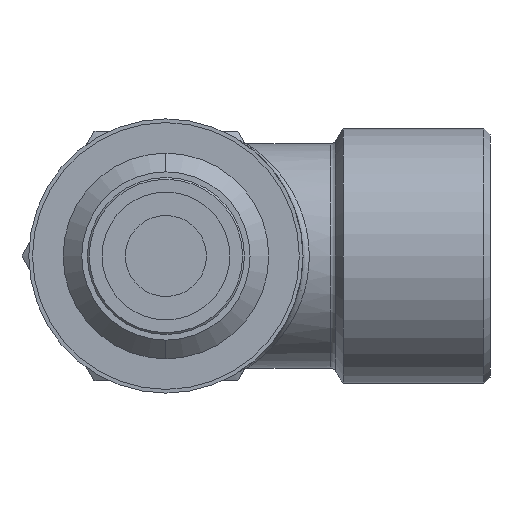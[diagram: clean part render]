
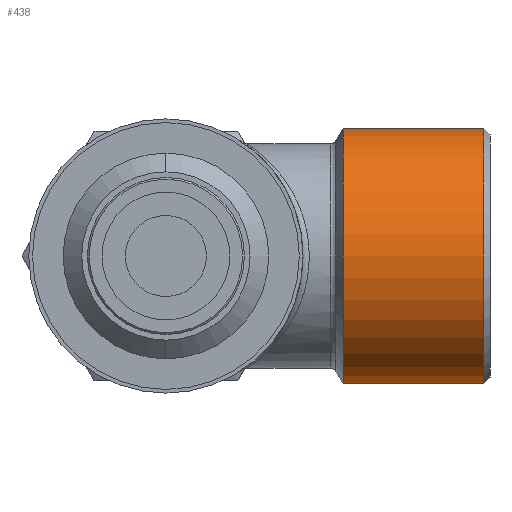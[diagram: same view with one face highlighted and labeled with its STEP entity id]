
A CAD part, front view. The second image highlights one B-rep face of the part: STEP entity #438.
In plain terms, the highlighted cylindrical face has radius 10.25 mm (diameter 20.5 mm), a partial arc.
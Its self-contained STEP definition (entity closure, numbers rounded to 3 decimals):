
#409 = VERTEX_POINT ( 'NONE', #2945 ) ;
#421 = VERTEX_POINT ( 'NONE', #2985 ) ;
#437 = EDGE_CURVE ( 'NONE', #504, #461, #3007, .T. ) ;
#438 = ADVANCED_FACE ( 'NONE', ( #2992 ), #2991, .T. ) ;
#439 = EDGE_LOOP ( 'NONE', ( #440, #441, #442, #443 ) ) ;
#440 = ORIENTED_EDGE ( 'NONE', *, *, #482, .F. ) ;
#441 = ORIENTED_EDGE ( 'NONE', *, *, #437, .T. ) ;
#442 = ORIENTED_EDGE ( 'NONE', *, *, #467, .T. ) ;
#443 = ORIENTED_EDGE ( 'NONE', *, *, #444, .T. ) ;
#444 = EDGE_CURVE ( 'NONE', #421, #409, #3076, .T. ) ;
#461 = VERTEX_POINT ( 'NONE', #3065 ) ;
#467 = EDGE_CURVE ( 'NONE', #461, #421, #3059, .T. ) ;
#482 = EDGE_CURVE ( 'NONE', #504, #409, #3279, .T. ) ;
#504 = VERTEX_POINT ( 'NONE', #3107 ) ;
#2945 = CARTESIAN_POINT ( 'NONE',  ( 14.222, 19.5, -10.25 ) ) ;
#2985 = CARTESIAN_POINT ( 'NONE',  ( 14.222, 19.5, 10.25 ) ) ;
#2990 = CARTESIAN_POINT ( 'NONE',  ( -1.384, 19.5, 0. ) ) ;
#2991 = CYLINDRICAL_SURFACE ( 'NONE', #3079, 10.25 ) ;
#2992 = FACE_OUTER_BOUND ( 'NONE', #439, .T. ) ;
#2993 = DIRECTION ( 'NONE',  ( 0., 0., 1. ) ) ;
#2994 = DIRECTION ( 'NONE',  ( -1., 0., 0. ) ) ;
#3005 = CARTESIAN_POINT ( 'NONE',  ( 25.5, 19.5, 0. ) ) ;
#3006 = AXIS2_PLACEMENT_3D ( 'NONE', #3005, #2994, #2993 ) ;
#3007 = CIRCLE ( 'NONE', #3006, 10.25 ) ;
#3056 = DIRECTION ( 'NONE',  ( -1., 0., 0. ) ) ;
#3057 = VECTOR ( 'NONE', #3056, 1000. ) ;
#3058 = CARTESIAN_POINT ( 'NONE',  ( -1.384, 19.5, 10.25 ) ) ;
#3059 = LINE ( 'NONE', #3058, #3057 ) ;
#3065 = CARTESIAN_POINT ( 'NONE',  ( 25.5, 19.5, 10.25 ) ) ;
#3072 = DIRECTION ( 'NONE',  ( 0., 0., -1. ) ) ;
#3073 = DIRECTION ( 'NONE',  ( 1., 0., 0. ) ) ;
#3074 = CARTESIAN_POINT ( 'NONE',  ( 14.222, 19.5, 0. ) ) ;
#3075 = AXIS2_PLACEMENT_3D ( 'NONE', #3074, #3073, #3072 ) ;
#3076 = CIRCLE ( 'NONE', #3075, 10.25 ) ;
#3077 = DIRECTION ( 'NONE',  ( 0., 0., 1. ) ) ;
#3078 = DIRECTION ( 'NONE',  ( -1., 0., 0. ) ) ;
#3079 = AXIS2_PLACEMENT_3D ( 'NONE', #2990, #3078, #3077 ) ;
#3107 = CARTESIAN_POINT ( 'NONE',  ( 25.5, 19.5, -10.25 ) ) ;
#3223 = DIRECTION ( 'NONE',  ( -1., 0., 0. ) ) ;
#3277 = VECTOR ( 'NONE', #3223, 1000. ) ;
#3278 = CARTESIAN_POINT ( 'NONE',  ( -1.384, 19.5, -10.25 ) ) ;
#3279 = LINE ( 'NONE', #3278, #3277 ) ;
